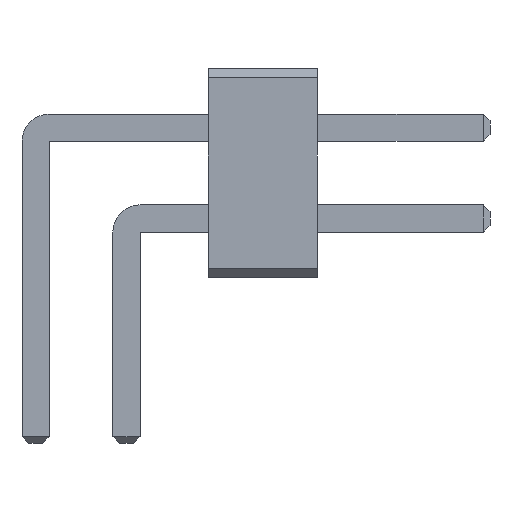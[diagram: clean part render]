
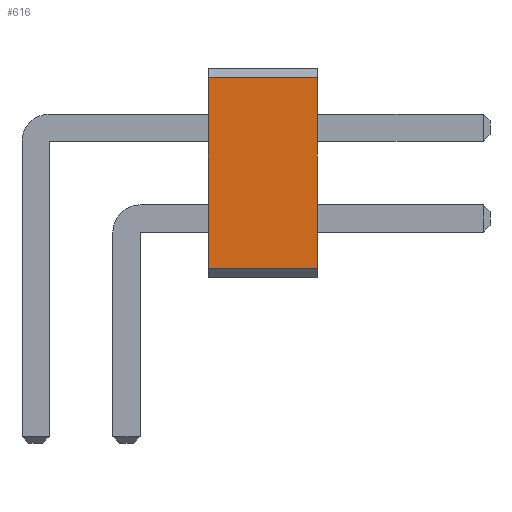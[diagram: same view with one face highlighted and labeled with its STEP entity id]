
A CAD part, front view. The second image highlights one B-rep face of the part: STEP entity #616.
In plain terms, the highlighted planar face has unit normal (0, -1, 0).
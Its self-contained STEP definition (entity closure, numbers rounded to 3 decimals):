
#13=DIRECTION('',(0.,0.,1.));
#27=VECTOR('',#28,1.);
#28=DIRECTION('',(1.,0.,0.));
#57=DIRECTION('',(0.,-1.,0.));
#603=VERTEX_POINT('',#604);
#604=CARTESIAN_POINT('',(3.1,-9.5,0.1));
#607=EDGE_CURVE('',#608,#603,#610,.T.);
#608=VERTEX_POINT('',#609);
#609=CARTESIAN_POINT('',(1.9,-9.5,0.1));
#610=LINE('',#609,#27);
#616=ADVANCED_FACE('',(#617),#634,.T.);
#617=FACE_BOUND('',#618,.T.);
#618=EDGE_LOOP('',(#619,#620,#626,#631));
#619=ORIENTED_EDGE('',*,*,#607,.T.);
#620=ORIENTED_EDGE('',*,*,#621,.T.);
#621=EDGE_CURVE('',#603,#622,#624,.T.);
#622=VERTEX_POINT('',#623);
#623=CARTESIAN_POINT('',(3.1,-9.5,2.2));
#624=LINE('',#604,#625);
#625=VECTOR('',#13,1.);
#626=ORIENTED_EDGE('',*,*,#627,.F.);
#627=EDGE_CURVE('',#628,#622,#630,.T.);
#628=VERTEX_POINT('',#629);
#629=CARTESIAN_POINT('',(1.9,-9.5,2.2));
#630=LINE('',#629,#27);
#631=ORIENTED_EDGE('',*,*,#632,.F.);
#632=EDGE_CURVE('',#608,#628,#633,.T.);
#633=LINE('',#609,#625);
#634=PLANE('',#635);
#635=AXIS2_PLACEMENT_3D('',#609,#57,#13);
